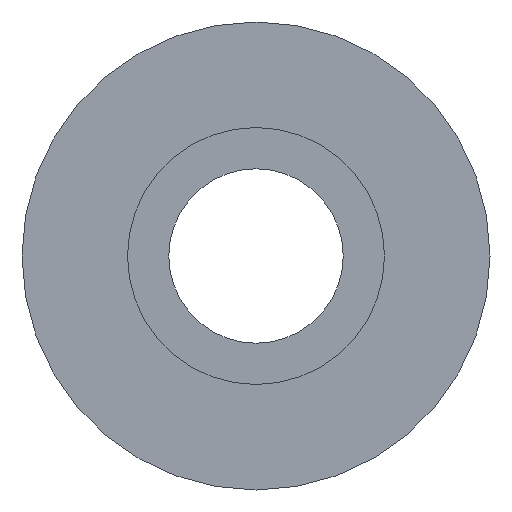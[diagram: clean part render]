
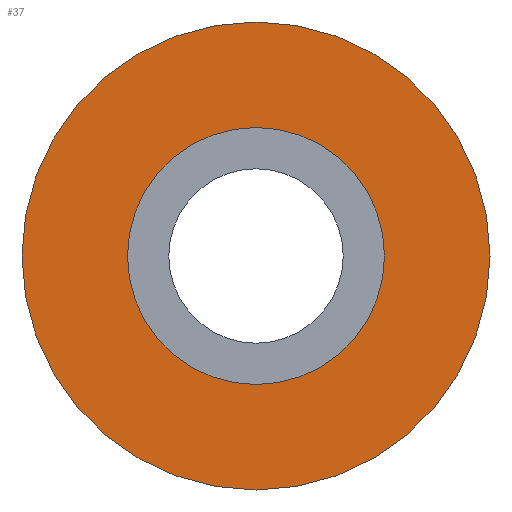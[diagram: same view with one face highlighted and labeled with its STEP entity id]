
A CAD part, front view. The second image highlights one B-rep face of the part: STEP entity #37.
In plain terms, the highlighted planar face has unit normal (0, -1, 0).
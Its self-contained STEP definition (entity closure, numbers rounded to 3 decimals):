
#37=ADVANCED_FACE('',(#74,#75),#76,.T.);
#74=FACE_BOUND('',#109,.T.);
#75=FACE_OUTER_BOUND('',#110,.T.);
#76=PLANE('',#111);
#109=EDGE_LOOP('',(#144));
#110=EDGE_LOOP('',(#145));
#111=AXIS2_PLACEMENT_3D('',#146,#147,#148);
#144=ORIENTED_EDGE('',*,*,#176,.T.);
#145=ORIENTED_EDGE('',*,*,#174,.F.);
#146=CARTESIAN_POINT('',(0.0,78.5,0.));
#147=DIRECTION('',(0.0,-1.0,0.0));
#148=DIRECTION('',(0.0,0.0,-1.0));
#174=EDGE_CURVE('',#192,#192,#193,.T.);
#176=EDGE_CURVE('',#195,#195,#196,.F.);
#192=VERTEX_POINT('',#213);
#193=CIRCLE('',#214,11.0);
#195=VERTEX_POINT('',#216);
#196=CIRCLE('',#217,6.04);
#213=CARTESIAN_POINT('',(11.0,78.5,0.));
#214=AXIS2_PLACEMENT_3D('',#235,#236,#237);
#216=CARTESIAN_POINT('',(0.,78.5,-6.04));
#217=AXIS2_PLACEMENT_3D('',#238,#239,#240);
#235=CARTESIAN_POINT('',(0.0,78.5,0.));
#236=DIRECTION('',(-0.0,1.0,0.0));
#237=DIRECTION('',(1.0,0.0,0.0));
#238=CARTESIAN_POINT('',(0.0,78.5,0.));
#239=DIRECTION('',(0.0,-1.0,0.0));
#240=DIRECTION('',(0.0,0.0,-1.0));
